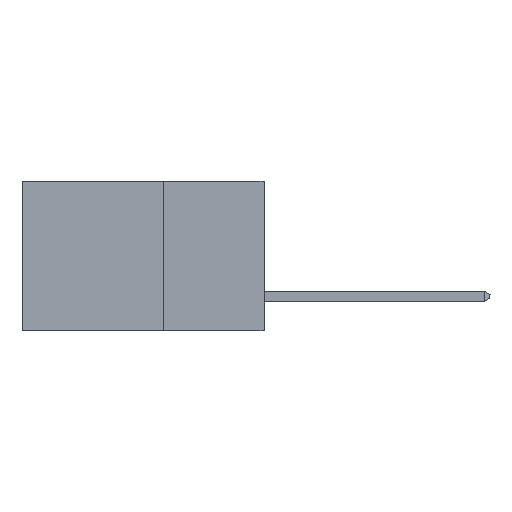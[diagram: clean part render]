
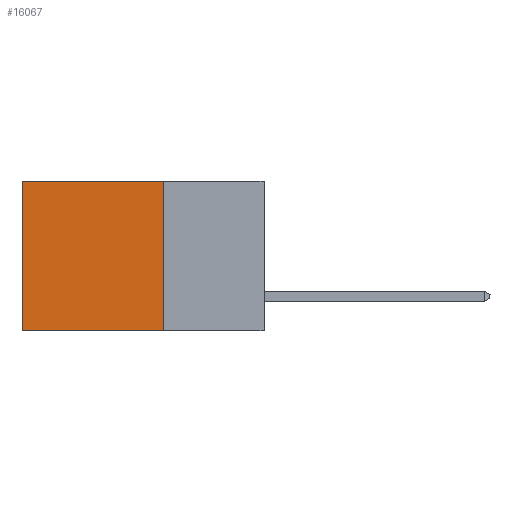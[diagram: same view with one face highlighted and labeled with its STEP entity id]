
A CAD part, left-side view. The second image highlights one B-rep face of the part: STEP entity #16067.
In plain terms, the highlighted planar face has unit normal (-1, 0, 0).
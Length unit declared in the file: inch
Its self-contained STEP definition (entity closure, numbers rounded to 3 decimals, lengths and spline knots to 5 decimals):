
#926 = LINE ( 'NONE', #15627, #6982 ) ;
#999 = VERTEX_POINT ( 'NONE', #14532 ) ;
#2594 = PLANE ( 'NONE',  #13256 ) ;
#3339 = CARTESIAN_POINT ( 'NONE',  ( 0.298, 0.25, 0. ) ) ;
#3757 = CARTESIAN_POINT ( 'NONE',  ( 0.298, 0.25, -0.37 ) ) ;
#4156 = VERTEX_POINT ( 'NONE', #3757 ) ;
#4217 = ORIENTED_EDGE ( 'NONE', *, *, #11711, .T. ) ;
#5215 = DIRECTION ( 'NONE',  ( 0., 0., -1. ) ) ;
#5250 = DIRECTION ( 'NONE',  ( 0., 1., 0. ) ) ;
#5698 = CARTESIAN_POINT ( 'NONE',  ( 0.298, 0.25, 0. ) ) ;
#5702 = VERTEX_POINT ( 'NONE', #17609 ) ;
#6089 = VERTEX_POINT ( 'NONE', #17315 ) ;
#6673 = DIRECTION ( 'NONE',  ( 0., 1., 0. ) ) ;
#6847 = EDGE_CURVE ( 'NONE', #999, #4156, #9354, .T. ) ;
#6982 = VECTOR ( 'NONE', #17125, 39.37008 ) ;
#7323 = DIRECTION ( 'NONE',  ( 1., 0., 0. ) ) ;
#9354 = LINE ( 'NONE', #17979, #17404 ) ;
#10579 = DIRECTION ( 'NONE',  ( 0., 0., -1. ) ) ;
#11679 = FACE_OUTER_BOUND ( 'NONE', #13610, .T. ) ;
#11711 = EDGE_CURVE ( 'NONE', #6089, #5702, #926, .T. ) ;
#11848 = LINE ( 'NONE', #14636, #18156 ) ;
#13256 = AXIS2_PLACEMENT_3D ( 'NONE', #5698, #7323, #10579 ) ;
#13610 = EDGE_LOOP ( 'NONE', ( #4217, #16639, #18184, #17072 ) ) ;
#13993 = LINE ( 'NONE', #3339, #16797 ) ;
#14532 = CARTESIAN_POINT ( 'NONE',  ( 0.298, 0.25, 0. ) ) ;
#14634 = EDGE_CURVE ( 'NONE', #999, #6089, #13993, .T. ) ;
#14636 = CARTESIAN_POINT ( 'NONE',  ( 0.298, 0.25, -0.37 ) ) ;
#15627 = CARTESIAN_POINT ( 'NONE',  ( 0.298, 0.6, 0. ) ) ;
#16067 = ADVANCED_FACE ( 'NONE', ( #11679 ), #2594, .F. ) ;
#16639 = ORIENTED_EDGE ( 'NONE', *, *, #17927, .F. ) ;
#16797 = VECTOR ( 'NONE', #5250, 39.37008 ) ;
#17072 = ORIENTED_EDGE ( 'NONE', *, *, #14634, .T. ) ;
#17125 = DIRECTION ( 'NONE',  ( 0., 0., -1. ) ) ;
#17315 = CARTESIAN_POINT ( 'NONE',  ( 0.298, 0.6, 0. ) ) ;
#17404 = VECTOR ( 'NONE', #5215, 39.37008 ) ;
#17609 = CARTESIAN_POINT ( 'NONE',  ( 0.298, 0.6, -0.37 ) ) ;
#17927 = EDGE_CURVE ( 'NONE', #4156, #5702, #11848, .T. ) ;
#17979 = CARTESIAN_POINT ( 'NONE',  ( 0.298, 0.25, 0. ) ) ;
#18156 = VECTOR ( 'NONE', #6673, 39.37008 ) ;
#18184 = ORIENTED_EDGE ( 'NONE', *, *, #6847, .F. ) ;
